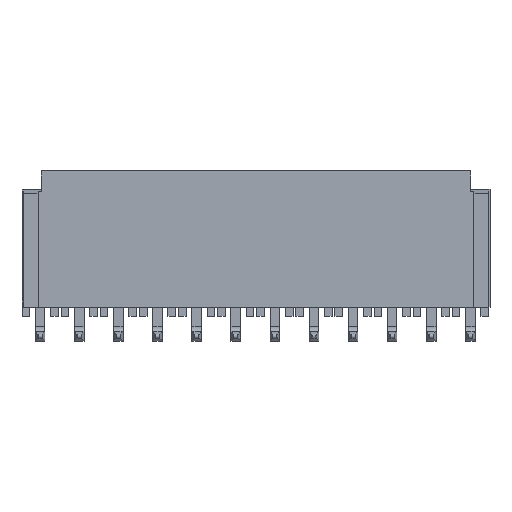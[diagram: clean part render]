
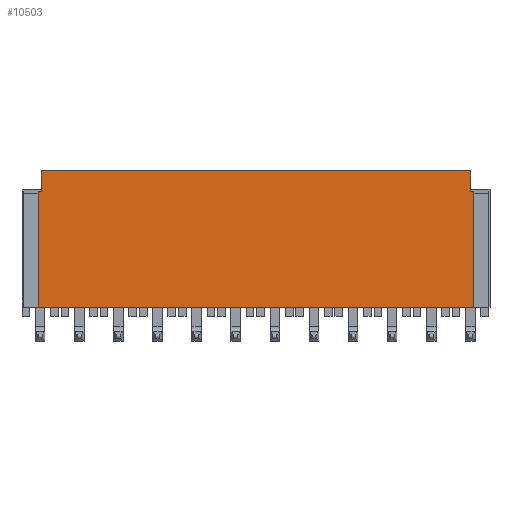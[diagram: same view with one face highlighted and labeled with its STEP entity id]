
A CAD part, top view. The second image highlights one B-rep face of the part: STEP entity #10503.
In plain terms, the highlighted planar face has unit normal (0, 0, 1).
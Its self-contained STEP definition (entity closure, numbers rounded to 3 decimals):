
#325=DIRECTION('',(-1.,0.,0.));
#326=VECTOR('',#325,28.31);
#327=CARTESIAN_POINT('',(14.155,0.,2.28));
#328=LINE('4128',#327,#326);
#2439=DIRECTION('',(-1.,0.,0.));
#2440=VECTOR('',#2439,0.2);
#2441=CARTESIAN_POINT('',(-13.955,7.514,2.28));
#2442=LINE('4134',#2441,#2440);
#2443=DIRECTION('',(0.,1.,0.));
#2444=VECTOR('',#2443,7.514);
#2445=CARTESIAN_POINT('',(-14.155,0.,2.28));
#2446=LINE('4145',#2445,#2444);
#2459=DIRECTION('',(0.,1.,0.));
#2460=VECTOR('',#2459,1.326);
#2461=CARTESIAN_POINT('',(13.955,7.514,2.28));
#2462=LINE('4142',#2461,#2460);
#2463=DIRECTION('',(0.,1.,0.));
#2464=VECTOR('',#2463,7.514);
#2465=CARTESIAN_POINT('',(14.155,0.,2.28));
#2466=LINE('4144',#2465,#2464);
#2467=DIRECTION('',(0.,1.,0.));
#2468=VECTOR('',#2467,1.326);
#2469=CARTESIAN_POINT('',(-13.955,7.514,2.28));
#2470=LINE('4140',#2469,#2468);
#2479=DIRECTION('',(1.,0.,0.));
#2480=VECTOR('',#2479,27.91);
#2481=CARTESIAN_POINT('',(-13.955,8.84,2.28));
#2482=LINE('4125',#2481,#2480);
#2515=DIRECTION('',(-1.,0.,0.));
#2516=VECTOR('',#2515,0.2);
#2517=CARTESIAN_POINT('',(14.155,7.514,2.28));
#2518=LINE('4133',#2517,#2516);
#5921=CARTESIAN_POINT('',(-13.955,8.84,2.28));
#5923=VERTEX_POINT('',#5921);
#5929=CARTESIAN_POINT('',(13.955,8.84,2.28));
#5931=VERTEX_POINT('',#5929);
#5937=CARTESIAN_POINT('',(-14.155,0.,2.28));
#5939=VERTEX_POINT('',#5937);
#5941=CARTESIAN_POINT('',(14.155,0.,2.28));
#5942=VERTEX_POINT('',#5941);
#5949=CARTESIAN_POINT('',(-14.155,7.514,2.28));
#5950=VERTEX_POINT('',#5949);
#5951=CARTESIAN_POINT('',(14.155,7.514,2.28));
#5952=CARTESIAN_POINT('',(13.955,7.514,2.28));
#5953=VERTEX_POINT('',#5951);
#5954=VERTEX_POINT('',#5952);
#5955=CARTESIAN_POINT('',(-13.955,7.514,2.28));
#5956=VERTEX_POINT('',#5955);
#10483=CARTESIAN_POINT('',(-15.195,7.514,2.28));
#10484=DIRECTION('',(0.,0.,1.));
#10485=DIRECTION('',(0.,1.,0.));
#10486=AXIS2_PLACEMENT_3D('',#10483,#10484,#10485);
#10487=PLANE('3586',#10486);
#10489=ORIENTED_EDGE('4142',*,*,#10488,.F.);
#10491=ORIENTED_EDGE('4133',*,*,#10490,.F.);
#10493=ORIENTED_EDGE('4144',*,*,#10492,.F.);
#10494=ORIENTED_EDGE('4128',*,*,#7926,.T.);
#10495=ORIENTED_EDGE('4145',*,*,#10453,.T.);
#10496=ORIENTED_EDGE('4134',*,*,#10439,.F.);
#10498=ORIENTED_EDGE('4140',*,*,#10497,.T.);
#10500=ORIENTED_EDGE('4125',*,*,#10499,.T.);
#10501=EDGE_LOOP('3586',(#10489,#10491,#10493,#10494,#10495,#10496,#10498,
#10500));
#10502=FACE_OUTER_BOUND('3586',#10501,.F.);
#10503=ADVANCED_FACE('3586',(#10502),#10487,.T.);
#7926=EDGE_CURVE('4128',#5942,#5939,#328,.T.);
#10439=EDGE_CURVE('4134',#5956,#5950,#2442,.T.);
#10453=EDGE_CURVE('4145',#5939,#5950,#2446,.T.);
#10488=EDGE_CURVE('4142',#5954,#5931,#2462,.T.);
#10490=EDGE_CURVE('4133',#5953,#5954,#2518,.T.);
#10492=EDGE_CURVE('4144',#5942,#5953,#2466,.T.);
#10497=EDGE_CURVE('4140',#5956,#5923,#2470,.T.);
#10499=EDGE_CURVE('4125',#5923,#5931,#2482,.T.);
